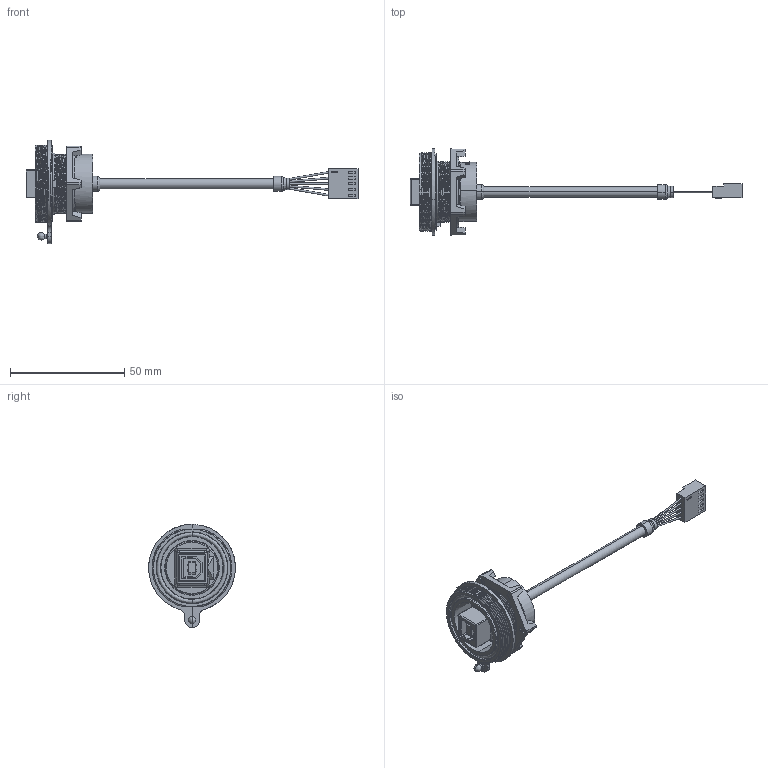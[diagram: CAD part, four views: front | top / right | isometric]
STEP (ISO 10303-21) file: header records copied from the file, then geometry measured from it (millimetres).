
FILE_DESCRIPTION(('STEP AP242'),'1');
FILE_NAME('px0843-b.stp','2023-05-18T04:40:47',('TraceParts'),('TraceParts S.A.'),'Spatial InterOp 3D',' ',' ');
FILE_SCHEMA(('AP242_MANAGED_MODEL_BASED_3D_ENGINEERING_MIM_LF {1 0 10303 442 1 1 4}'));
Length unit declared in the file: millimetre
Products named in the file (1): px0843-b_1
Bounding box: 145.05 x 37.92 x 45.09 mm (x, y, z)
Volume: 14477.7 mm3; surface area: 13764.5 mm2
Topology: 2 solids, 2 shells, 741 faces, 2110 edges, 1361 vertices
Faces by surface type: plane 423, cylinder 162, bspline 130, cone 26
Entity records: 46741 total; most frequent: CARTESIAN_POINT 22468, ORIENTED_EDGE 4196, DIRECTION 3521, EDGE_CURVE 2098, VERTEX_POINT 1359, AXIS2_PLACEMENT_3D 1250, LINE 1021, VECTOR 1021
